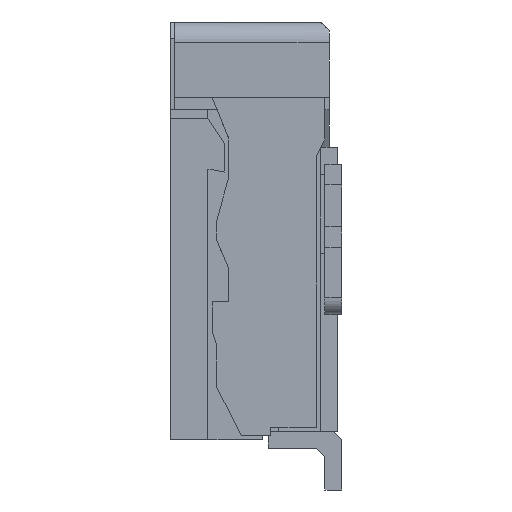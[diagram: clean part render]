
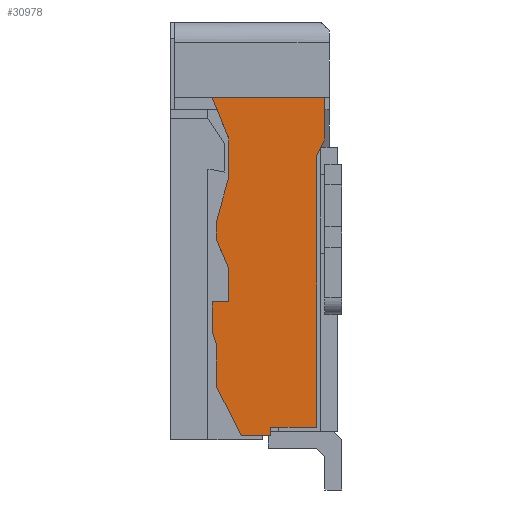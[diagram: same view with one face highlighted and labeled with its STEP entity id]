
A CAD part, left-side view. The second image highlights one B-rep face of the part: STEP entity #30978.
In plain terms, the highlighted planar face has unit normal (-1, 0, 0).
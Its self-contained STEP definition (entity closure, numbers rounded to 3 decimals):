
#163=DIRECTION('',(0.,-1.,0.));
#164=VECTOR('',#163,1.35);
#165=CARTESIAN_POINT('',(-12.15,1.5,4.1));
#166=LINE('',#165,#164);
#327=DIRECTION('',(0.,-1.,0.));
#328=VECTOR('',#327,0.35);
#329=CARTESIAN_POINT('',(-12.15,1.15,0.05));
#330=LINE('',#329,#328);
#647=DIRECTION('',(0.,0.,1.));
#648=VECTOR('',#647,0.1);
#649=CARTESIAN_POINT('',(-12.15,0.8,0.05));
#650=LINE('',#649,#648);
#651=DIRECTION('',(0.,-0.453,-0.891));
#652=VECTOR('',#651,0.662);
#653=CARTESIAN_POINT('',(-12.15,1.45,0.64));
#654=LINE('',#653,#652);
#655=DIRECTION('',(0.,0.,-1.));
#656=VECTOR('',#655,0.51);
#657=CARTESIAN_POINT('',(-12.15,1.45,1.15));
#658=LINE('',#657,#656);
#659=DIRECTION('',(0.,-0.316,-0.949));
#660=VECTOR('',#659,0.158);
#661=CARTESIAN_POINT('',(-12.15,1.5,1.3));
#662=LINE('',#661,#660);
#663=DIRECTION('',(0.,0.,1.));
#664=VECTOR('',#663,0.35);
#665=CARTESIAN_POINT('',(-12.15,1.5,1.3));
#666=LINE('',#665,#664);
#667=DIRECTION('',(0.,1.,0.));
#668=VECTOR('',#667,0.2);
#669=CARTESIAN_POINT('',(-12.15,1.3,1.65));
#670=LINE('',#669,#668);
#671=DIRECTION('',(0.,0.,-1.));
#672=VECTOR('',#671,0.4);
#673=CARTESIAN_POINT('',(-12.15,1.3,2.05));
#674=LINE('',#673,#672);
#675=DIRECTION('',(0.,-0.394,-0.919));
#676=VECTOR('',#675,0.381);
#677=CARTESIAN_POINT('',(-12.15,1.45,2.4));
#678=LINE('',#677,#676);
#679=DIRECTION('',(0.,0.,-1.));
#680=VECTOR('',#679,0.2);
#681=CARTESIAN_POINT('',(-12.15,1.45,2.6));
#682=LINE('',#681,#680);
#683=DIRECTION('',(0.,0.263,-0.965));
#684=VECTOR('',#683,0.57);
#685=CARTESIAN_POINT('',(-12.15,1.3,3.15));
#686=LINE('',#685,#684);
#687=DIRECTION('',(0.,0.,-1.));
#688=VECTOR('',#687,0.45);
#689=CARTESIAN_POINT('',(-12.15,1.3,3.6));
#690=LINE('',#689,#688);
#691=DIRECTION('',(0.,-0.371,-0.928));
#692=VECTOR('',#691,0.539);
#693=CARTESIAN_POINT('',(-12.15,1.5,4.1));
#694=LINE('',#693,#692);
#695=DIRECTION('',(0.,0.,-1.));
#696=VECTOR('',#695,0.5);
#697=CARTESIAN_POINT('',(-12.15,0.15,4.1));
#698=LINE('',#697,#696);
#699=DIRECTION('',(0.,-0.447,0.894));
#700=VECTOR('',#699,0.224);
#701=CARTESIAN_POINT('',(-12.15,0.25,3.4));
#702=LINE('',#701,#700);
#703=DIRECTION('',(0.,0.,1.));
#704=VECTOR('',#703,3.25);
#705=CARTESIAN_POINT('',(-12.15,0.25,0.15));
#706=LINE('',#705,#704);
#707=DIRECTION('',(0.,-1.,0.));
#708=VECTOR('',#707,0.55);
#709=CARTESIAN_POINT('',(-12.15,0.8,0.15));
#710=LINE('',#709,#708);
#24233=CARTESIAN_POINT('',(-12.15,0.15,4.1));
#24235=VERTEX_POINT('',#24233);
#24279=CARTESIAN_POINT('',(-12.15,1.45,2.6));
#24281=VERTEX_POINT('',#24279);
#24283=CARTESIAN_POINT('',(-12.15,1.45,2.4));
#24285=VERTEX_POINT('',#24283);
#24291=CARTESIAN_POINT('',(-12.15,1.45,0.64));
#24293=VERTEX_POINT('',#24291);
#24295=CARTESIAN_POINT('',(-12.15,1.45,1.15));
#24297=VERTEX_POINT('',#24295);
#24299=CARTESIAN_POINT('',(-12.15,0.8,0.15));
#24301=VERTEX_POINT('',#24299);
#24303=CARTESIAN_POINT('',(-12.15,0.25,0.15));
#24305=VERTEX_POINT('',#24303);
#24307=CARTESIAN_POINT('',(-12.15,1.15,0.05));
#24309=VERTEX_POINT('',#24307);
#24314=CARTESIAN_POINT('',(-12.15,1.5,1.65));
#24316=VERTEX_POINT('',#24314);
#24317=CARTESIAN_POINT('',(-12.15,1.5,1.3));
#24318=VERTEX_POINT('',#24317);
#24319=CARTESIAN_POINT('',(-12.15,1.5,4.1));
#24320=CARTESIAN_POINT('',(-12.15,1.3,3.6));
#24321=VERTEX_POINT('',#24319);
#24322=VERTEX_POINT('',#24320);
#24323=CARTESIAN_POINT('',(-12.15,1.3,3.15));
#24324=VERTEX_POINT('',#24323);
#24325=CARTESIAN_POINT('',(-12.15,1.3,2.05));
#24326=VERTEX_POINT('',#24325);
#24327=CARTESIAN_POINT('',(-12.15,1.3,1.65));
#24328=VERTEX_POINT('',#24327);
#24331=CARTESIAN_POINT('',(-12.15,0.8,0.05));
#24332=VERTEX_POINT('',#24331);
#24333=CARTESIAN_POINT('',(-12.15,0.25,3.4));
#24334=VERTEX_POINT('',#24333);
#24335=CARTESIAN_POINT('',(-12.15,0.15,3.6));
#24336=VERTEX_POINT('',#24335);
#30939=CARTESIAN_POINT('',(-12.15,1.5,5.));
#30940=DIRECTION('',(-1.,0.,0.));
#30941=DIRECTION('',(0.,-1.,0.));
#30942=AXIS2_PLACEMENT_3D('',#30939,#30940,#30941);
#30943=PLANE('',#30942);
#30945=ORIENTED_EDGE('',*,*,#30944,.F.);
#30946=ORIENTED_EDGE('',*,*,#30386,.F.);
#30948=ORIENTED_EDGE('',*,*,#30947,.F.);
#30950=ORIENTED_EDGE('',*,*,#30949,.F.);
#30952=ORIENTED_EDGE('',*,*,#30951,.F.);
#30954=ORIENTED_EDGE('',*,*,#30953,.T.);
#30956=ORIENTED_EDGE('',*,*,#30955,.F.);
#30958=ORIENTED_EDGE('',*,*,#30957,.F.);
#30960=ORIENTED_EDGE('',*,*,#30959,.F.);
#30962=ORIENTED_EDGE('',*,*,#30961,.F.);
#30964=ORIENTED_EDGE('',*,*,#30963,.F.);
#30966=ORIENTED_EDGE('',*,*,#30965,.F.);
#30968=ORIENTED_EDGE('',*,*,#30967,.F.);
#30969=ORIENTED_EDGE('',*,*,#30216,.T.);
#30971=ORIENTED_EDGE('',*,*,#30970,.T.);
#30972=ORIENTED_EDGE('',*,*,#30930,.F.);
#30973=ORIENTED_EDGE('',*,*,#30919,.F.);
#30975=ORIENTED_EDGE('',*,*,#30974,.F.);
#30976=EDGE_LOOP('',(#30945,#30946,#30948,#30950,#30952,#30954,#30956,#30958,
#30960,#30962,#30964,#30966,#30968,#30969,#30971,#30972,#30973,#30975));
#30977=FACE_OUTER_BOUND('',#30976,.F.);
#30978=ADVANCED_FACE('',(#30977),#30943,.T.);
#30216=EDGE_CURVE('',#24321,#24235,#166,.T.);
#30386=EDGE_CURVE('',#24309,#24332,#330,.T.);
#30919=EDGE_CURVE('',#24305,#24334,#706,.T.);
#30930=EDGE_CURVE('',#24334,#24336,#702,.T.);
#30944=EDGE_CURVE('',#24332,#24301,#650,.T.);
#30947=EDGE_CURVE('',#24293,#24309,#654,.T.);
#30949=EDGE_CURVE('',#24297,#24293,#658,.T.);
#30951=EDGE_CURVE('',#24318,#24297,#662,.T.);
#30953=EDGE_CURVE('',#24318,#24316,#666,.T.);
#30955=EDGE_CURVE('',#24328,#24316,#670,.T.);
#30957=EDGE_CURVE('',#24326,#24328,#674,.T.);
#30959=EDGE_CURVE('',#24285,#24326,#678,.T.);
#30961=EDGE_CURVE('',#24281,#24285,#682,.T.);
#30963=EDGE_CURVE('',#24324,#24281,#686,.T.);
#30965=EDGE_CURVE('',#24322,#24324,#690,.T.);
#30967=EDGE_CURVE('',#24321,#24322,#694,.T.);
#30970=EDGE_CURVE('',#24235,#24336,#698,.T.);
#30974=EDGE_CURVE('',#24301,#24305,#710,.T.);
